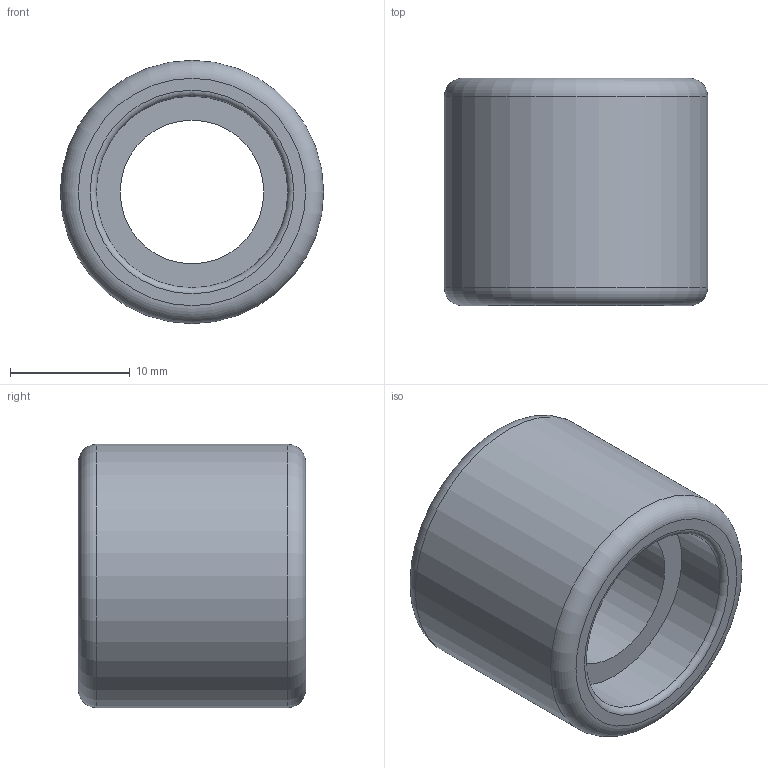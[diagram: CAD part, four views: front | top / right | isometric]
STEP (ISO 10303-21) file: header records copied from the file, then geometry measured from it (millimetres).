
FILE_DESCRIPTION(/* description */ (''),/* implementation_level */ '2;1');
FILE_NAME(/* name */ 'Roller 1mm gap.step',/* time_stamp */ '2022-05-25T19:42:08+02:00',/* author */ (''),/* organization */ (''),/* preprocessor_version */ 'ST-DEVELOPER v19',/* originating_system */ 'Autodesk Translation Framework v11.7.0.108',/* authorisation */ '');
FILE_SCHEMA (('AUTOMOTIVE_DESIGN { 1 0 10303 214 3 1 1 }'));
Length unit declared in the file: millimetre
Products named in the file (1): roller 1
Bounding box: 22 x 19 x 22 mm (x, y, z)
Volume: 4558 mm3; surface area: 2509 mm2
Topology: 1 solids, 1 shells, 10 faces, 21 edges, 14 vertices
Faces by surface type: torus 4, plane 3, cylinder 3
Full cylindrical faces by diameter (mm): 12 x1, 16 x1, 22 x1
Entity records: 320 total; most frequent: DIRECTION 61, CARTESIAN_POINT 46, ORIENTED_EDGE 42, AXIS2_PLACEMENT_3D 29, EDGE_CURVE 21, CIRCLE 18, VERTEX_POINT 14, EDGE_LOOP 13
